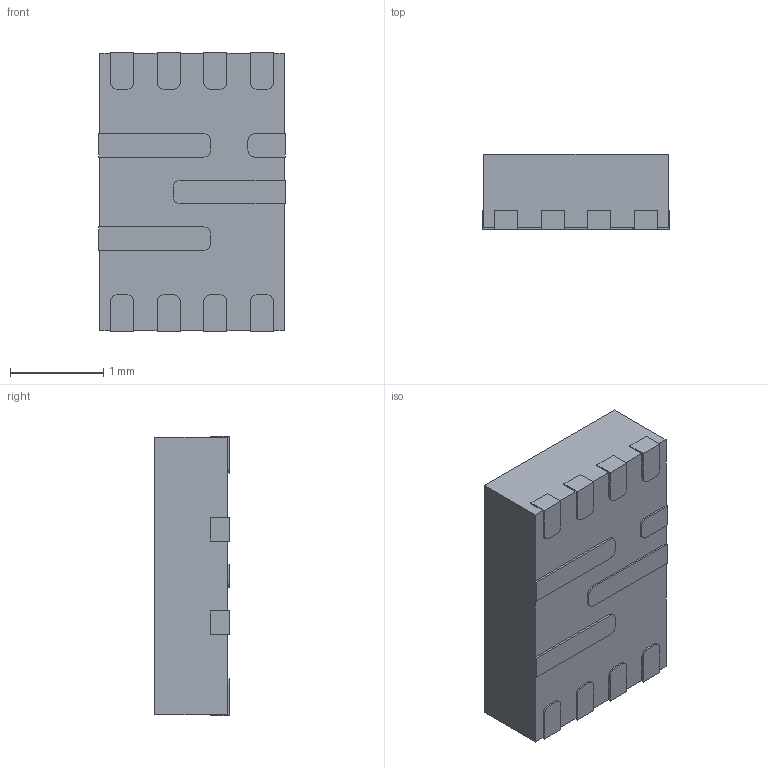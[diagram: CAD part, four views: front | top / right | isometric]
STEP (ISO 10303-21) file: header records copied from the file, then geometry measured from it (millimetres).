
FILE_DESCRIPTION (( 'STEP AP214' ), '1' );
FILE_NAME ('AP62600SJ-7.STEP', '2024-06-18T10:15:52', ( '' ), ( '' ), 'SwSTEP 2.0', 'SolidWorks 2023', '' );
FILE_SCHEMA (( 'AUTOMOTIVE_DESIGN' ));
Length unit declared in the file: millimetre
Products named in the file (1): AP62600SJ-7
Bounding box: 2 x 0.8 x 3 mm (x, y, z)
Volume: 4.6 mm3; surface area: 20 mm2
Topology: 1 solids, 1 shells, 102 faces, 300 edges, 200 vertices
Faces by surface type: plane 78, cylinder 24
Entity records: 3461 total; most frequent: CARTESIAN_POINT 603, ORIENTED_EDGE 600, DIRECTION 554, EDGE_CURVE 300, VECTOR 252, LINE 252, VERTEX_POINT 200, AXIS2_PLACEMENT_3D 151
